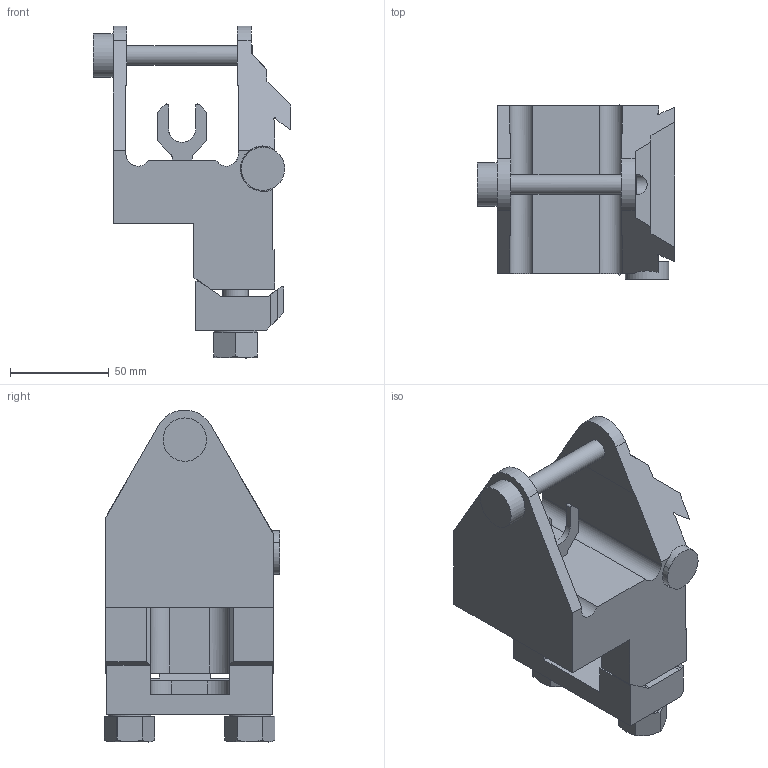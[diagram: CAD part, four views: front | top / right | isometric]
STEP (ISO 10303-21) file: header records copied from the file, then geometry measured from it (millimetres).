
FILE_DESCRIPTION(/* description */ (''),/* implementation_level */ '2;1');
FILE_NAME(/* name */ '12054538.stp',/* time_stamp */ '2019-03-12T08:30:19+01:00',/* author */ (''),/* organization */ (''),/* preprocessor_version */ 'ST-DEVELOPER v16.7',/* originating_system */ 'SIEMENS PLM Software NX 12.0',/* authorisation */ '');
FILE_SCHEMA (('AUTOMOTIVE_DESIGN { 1 0 10303 214 3 1 1 1 }'));
Length unit declared in the file: millimetre
Products named in the file (1): krei192803BE8q5u
Bounding box: 100 x 88.7 x 168.22 mm (x, y, z)
Volume: 455626 mm3; surface area: 71165.4 mm2
Topology: 1 solids, 1 shells, 158 faces, 444 edges, 292 vertices
Faces by surface type: plane 93, cylinder 47, cone 18
Full cylindrical faces by diameter (mm): 10 x1, 13 x2, 22 x1
Entity records: 5358 total; most frequent: CARTESIAN_POINT 1314, ORIENTED_EDGE 876, DIRECTION 772, EDGE_CURVE 438, VERTEX_POINT 290, LINE 288, VECTOR 288, AXIS2_PLACEMENT_3D 242
